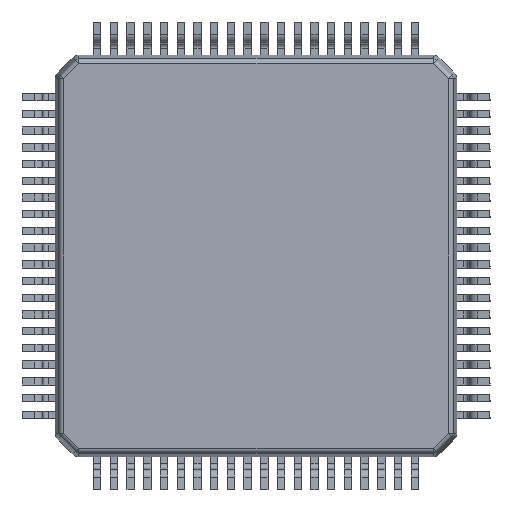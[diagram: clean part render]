
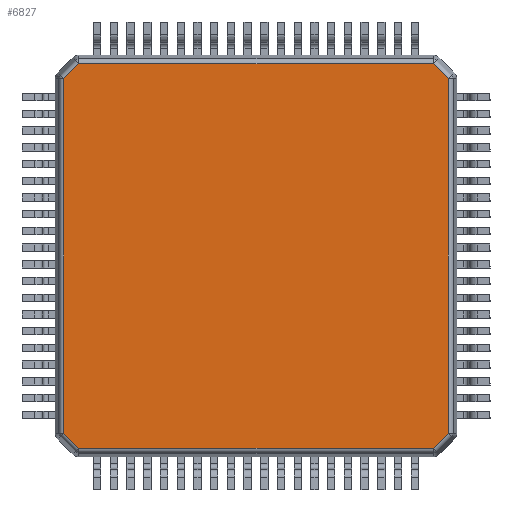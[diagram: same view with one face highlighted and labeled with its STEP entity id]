
A CAD part, front view. The second image highlights one B-rep face of the part: STEP entity #6827.
In plain terms, the highlighted planar face has unit normal (0, -1, 0).
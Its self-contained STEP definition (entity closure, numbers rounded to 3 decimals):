
#595 = VERTEX_POINT ( 'NONE', #32352 ) ;
#1021 = CARTESIAN_POINT ( 'NONE',  ( 5.296, 0.05, -5.749 ) ) ;
#1353 = DIRECTION ( 'NONE',  ( 0.707, 0., -0.707 ) ) ;
#2976 = CARTESIAN_POINT ( 'NONE',  ( 5.749, 0.05, 5.348 ) ) ;
#3294 = EDGE_CURVE ( 'NONE', #12800, #26346, #14553, .T. ) ;
#4153 = VECTOR ( 'NONE', #23397, 1000. ) ;
#5643 = CARTESIAN_POINT ( 'NONE',  ( -5.749, 0.05, 5.296 ) ) ;
#5718 = VECTOR ( 'NONE', #12457, 1000. ) ;
#6185 = EDGE_CURVE ( 'NONE', #19374, #24916, #14902, .T. ) ;
#6827 = ADVANCED_FACE ( 'NONE', ( #20691 ), #30001, .T. ) ;
#6913 = EDGE_CURVE ( 'NONE', #7181, #12800, #21787, .T. ) ;
#7181 = VERTEX_POINT ( 'NONE', #15159 ) ;
#7372 = ORIENTED_EDGE ( 'NONE', *, *, #20296, .T. ) ;
#7681 = VECTOR ( 'NONE', #14532, 1000. ) ;
#8680 = ORIENTED_EDGE ( 'NONE', *, *, #34357, .T. ) ;
#11399 = EDGE_LOOP ( 'NONE', ( #7372, #18726, #8680, #35575, #25846, #29014, #35426, #21530 ) ) ;
#11770 = LINE ( 'NONE', #26712, #34320 ) ;
#11875 = CARTESIAN_POINT ( 'NONE',  ( -5.749, 0.05, -5.348 ) ) ;
#12000 = DIRECTION ( 'NONE',  ( 0., -1., 0. ) ) ;
#12457 = DIRECTION ( 'NONE',  ( -1., 0., 0. ) ) ;
#12792 = CARTESIAN_POINT ( 'NONE',  ( 5.749, 0.05, -5.296 ) ) ;
#12800 = VERTEX_POINT ( 'NONE', #16959 ) ;
#13764 = EDGE_CURVE ( 'NONE', #37115, #7181, #35152, .T. ) ;
#14532 = DIRECTION ( 'NONE',  ( 0., 0., 1. ) ) ;
#14553 = LINE ( 'NONE', #31976, #5718 ) ;
#14604 = DIRECTION ( 'NONE',  ( 0.707, 0., 0.707 ) ) ;
#14902 = LINE ( 'NONE', #11875, #4153 ) ;
#14978 = LINE ( 'NONE', #26529, #19477 ) ;
#15008 = CARTESIAN_POINT ( 'NONE',  ( -5.259, 0.05, -5.786 ) ) ;
#15159 = CARTESIAN_POINT ( 'NONE',  ( 5.749, 0.05, 5.296 ) ) ;
#16523 = EDGE_CURVE ( 'NONE', #26346, #19374, #24643, .T. ) ;
#16959 = CARTESIAN_POINT ( 'NONE',  ( 5.296, 0.05, 5.749 ) ) ;
#18726 = ORIENTED_EDGE ( 'NONE', *, *, #30533, .T. ) ;
#19161 = CARTESIAN_POINT ( 'NONE',  ( 5.259, 0.05, 5.786 ) ) ;
#19374 = VERTEX_POINT ( 'NONE', #5643 ) ;
#19477 = VECTOR ( 'NONE', #23859, 1000. ) ;
#20296 = EDGE_CURVE ( 'NONE', #24916, #595, #35055, .T. ) ;
#20691 = FACE_OUTER_BOUND ( 'NONE', #11399, .T. ) ;
#21530 = ORIENTED_EDGE ( 'NONE', *, *, #6185, .T. ) ;
#21787 = LINE ( 'NONE', #19161, #37133 ) ;
#22826 = CARTESIAN_POINT ( 'NONE',  ( -5.296, 0.05, 5.749 ) ) ;
#23397 = DIRECTION ( 'NONE',  ( 0., 0., -1. ) ) ;
#23859 = DIRECTION ( 'NONE',  ( 1., 0., 0. ) ) ;
#24643 = LINE ( 'NONE', #36192, #25512 ) ;
#24916 = VERTEX_POINT ( 'NONE', #33513 ) ;
#25512 = VECTOR ( 'NONE', #33731, 1000. ) ;
#25846 = ORIENTED_EDGE ( 'NONE', *, *, #6913, .T. ) ;
#26346 = VERTEX_POINT ( 'NONE', #22826 ) ;
#26413 = DIRECTION ( 'NONE',  ( 0., 0., -1. ) ) ;
#26529 = CARTESIAN_POINT ( 'NONE',  ( 5.348, 0.05, -5.749 ) ) ;
#26712 = CARTESIAN_POINT ( 'NONE',  ( 5.786, 0.05, -5.259 ) ) ;
#29014 = ORIENTED_EDGE ( 'NONE', *, *, #3294, .T. ) ;
#29807 = VECTOR ( 'NONE', #1353, 1000. ) ;
#30001 = PLANE ( 'NONE',  #35029 ) ;
#30533 = EDGE_CURVE ( 'NONE', #595, #36007, #14978, .T. ) ;
#31976 = CARTESIAN_POINT ( 'NONE',  ( -5.348, 0.05, 5.749 ) ) ;
#32266 = CARTESIAN_POINT ( 'NONE',  ( 0., 0.05, 0. ) ) ;
#32352 = CARTESIAN_POINT ( 'NONE',  ( -5.296, 0.05, -5.749 ) ) ;
#33513 = CARTESIAN_POINT ( 'NONE',  ( -5.749, 0.05, -5.296 ) ) ;
#33731 = DIRECTION ( 'NONE',  ( -0.707, 0., -0.707 ) ) ;
#34320 = VECTOR ( 'NONE', #14604, 1000. ) ;
#34357 = EDGE_CURVE ( 'NONE', #36007, #37115, #11770, .T. ) ;
#35029 = AXIS2_PLACEMENT_3D ( 'NONE', #32266, #12000, #26413 ) ;
#35055 = LINE ( 'NONE', #15008, #29807 ) ;
#35152 = LINE ( 'NONE', #2976, #7681 ) ;
#35426 = ORIENTED_EDGE ( 'NONE', *, *, #16523, .T. ) ;
#35575 = ORIENTED_EDGE ( 'NONE', *, *, #13764, .T. ) ;
#36007 = VERTEX_POINT ( 'NONE', #1021 ) ;
#36192 = CARTESIAN_POINT ( 'NONE',  ( -5.786, 0.05, 5.259 ) ) ;
#36772 = DIRECTION ( 'NONE',  ( -0.707, 0., 0.707 ) ) ;
#37115 = VERTEX_POINT ( 'NONE', #12792 ) ;
#37133 = VECTOR ( 'NONE', #36772, 1000. ) ;
